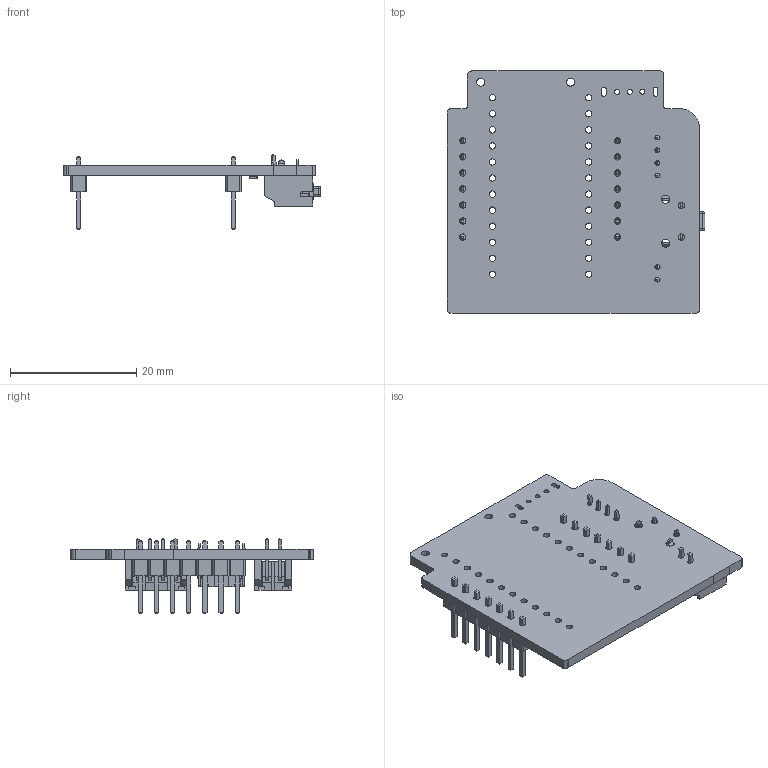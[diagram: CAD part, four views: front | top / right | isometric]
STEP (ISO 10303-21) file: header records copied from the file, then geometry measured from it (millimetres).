
FILE_DESCRIPTION(('KiCad electronic assembly'),'2;1');
FILE_NAME('supermini_nrf52840_pcbholder_wireless_right.step', '2025-03-10T06:31:12',('Pcbnew'),('Kicad'), 'Open CASCADE STEP processor 7.6','KiCad to STEP converter','Unknown' );
FILE_SCHEMA(('AUTOMOTIVE_DESIGN { 1 0 10303 214 1 1 1 1 }'));
Length unit declared in the file: millimetre
Products named in the file (12): supermini_nrf52840_pcbholder_wireless_right 1; JST_PH_S2B-PH-K_1x02_P2.00mm_Horizontal; JST_S2B_PH_K; R_0805_2012Metric; PinHeader_1x07_P2.54mm_Vertical; PinHeader_1x07_P254mm_Vertical; SW_SKHLLC; SKHLLC v3; JST_PH_S4B-PH-K_1x04_P2.00mm_Horizontal; JST_S4B_PH_K; supermini_nrf52840_pcbholder_wireless_right_PCB
Assembly tree (13 placements, depth 3):
  supermini_nrf52840_pcbholder_wireless_right 1
    JST_PH_S2B-PH-K_1x02_P2.00mm_Horizontal
      JST_S2B_PH_K
    R_0805_2012Metric  x2
      R_0805_2012Metric
    PinHeader_1x07_P2.54mm_Vertical  x2
      PinHeader_1x07_P254mm_Vertical
    SW_SKHLLC
      SKHLLC v3
    JST_PH_S4B-PH-K_1x04_P2.00mm_Horizontal
      JST_S4B_PH_K
    supermini_nrf52840_pcbholder_wireless_right_PCB
Bounding box: 40.77 x 38.36 x 11.94 mm (x, y, z)
Volume: 2913.8 mm3; surface area: 5152.2 mm2
Topology: 10 solids, 10 shells, 1018 faces, 2664 edges, 1702 vertices
Faces by surface type: plane 827, cylinder 177, bspline 10, sphere 4
Full cylindrical faces by diameter (mm): 0.75 x6, 0.8 x3, 1 x40, 1.28 x2, 1.3 x2
Entity records: 28962 total; most frequent: CARTESIAN_POINT 4496, ORIENTED_EDGE 4360, DIRECTION 4190, EDGE_CURVE 2180, LINE 1818, VECTOR 1818, VERTEX_POINT 1402, AXIS2_PLACEMENT_3D 1186
